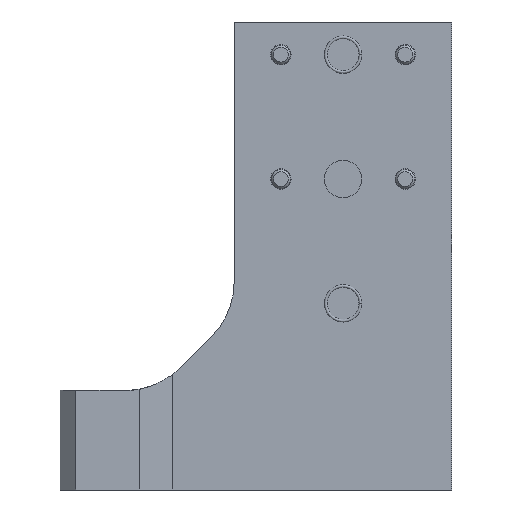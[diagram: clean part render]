
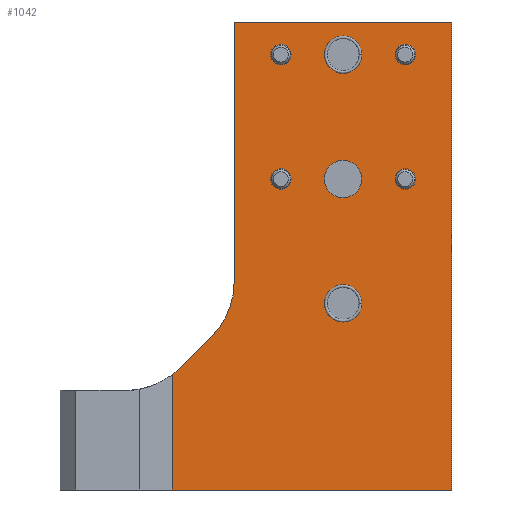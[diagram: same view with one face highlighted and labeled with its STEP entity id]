
A CAD part, front view. The second image highlights one B-rep face of the part: STEP entity #1042.
In plain terms, the highlighted face is planar.
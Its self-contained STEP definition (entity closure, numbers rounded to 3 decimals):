
#135=LINE('',#1611,#184);
#136=LINE('',#1614,#185);
#137=LINE('',#1618,#186);
#138=LINE('',#1622,#187);
#139=LINE('',#1624,#188);
#140=LINE('',#1626,#189);
#184=VECTOR('',#1300,1000.);
#185=VECTOR('',#1301,1000.);
#186=VECTOR('',#1304,1000.);
#187=VECTOR('',#1307,1000.);
#188=VECTOR('',#1308,1000.);
#189=VECTOR('',#1309,1000.);
#233=ORIENTED_EDGE('',*,*,#503,.T.);
#234=ORIENTED_EDGE('',*,*,#504,.T.);
#235=ORIENTED_EDGE('',*,*,#505,.T.);
#236=ORIENTED_EDGE('',*,*,#506,.T.);
#237=ORIENTED_EDGE('',*,*,#507,.T.);
#238=ORIENTED_EDGE('',*,*,#508,.T.);
#239=ORIENTED_EDGE('',*,*,#509,.T.);
#240=ORIENTED_EDGE('',*,*,#510,.F.);
#241=ORIENTED_EDGE('',*,*,#511,.T.);
#242=ORIENTED_EDGE('',*,*,#512,.T.);
#243=ORIENTED_EDGE('',*,*,#513,.T.);
#244=ORIENTED_EDGE('',*,*,#514,.T.);
#245=ORIENTED_EDGE('',*,*,#515,.F.);
#246=ORIENTED_EDGE('',*,*,#516,.T.);
#247=ORIENTED_EDGE('',*,*,#517,.T.);
#503=EDGE_CURVE('',#638,#638,#739,.T.);
#504=EDGE_CURVE('',#639,#639,#740,.T.);
#505=EDGE_CURVE('',#640,#640,#741,.T.);
#506=EDGE_CURVE('',#641,#641,#742,.T.);
#507=EDGE_CURVE('',#642,#642,#743,.T.);
#508=EDGE_CURVE('',#643,#643,#744,.T.);
#509=EDGE_CURVE('',#644,#644,#745,.T.);
#510=EDGE_CURVE('',#645,#646,#135,.T.);
#511=EDGE_CURVE('',#645,#647,#136,.T.);
#512=EDGE_CURVE('',#647,#648,#746,.F.);
#513=EDGE_CURVE('',#648,#649,#137,.T.);
#514=EDGE_CURVE('',#649,#650,#747,.F.);
#515=EDGE_CURVE('',#651,#650,#138,.T.);
#516=EDGE_CURVE('',#651,#652,#139,.T.);
#517=EDGE_CURVE('',#652,#646,#140,.T.);
#638=VERTEX_POINT('',#1598);
#639=VERTEX_POINT('',#1600);
#640=VERTEX_POINT('',#1602);
#641=VERTEX_POINT('',#1604);
#642=VERTEX_POINT('',#1606);
#643=VERTEX_POINT('',#1608);
#644=VERTEX_POINT('',#1610);
#645=VERTEX_POINT('',#1612);
#646=VERTEX_POINT('',#1613);
#647=VERTEX_POINT('',#1615);
#648=VERTEX_POINT('',#1617);
#649=VERTEX_POINT('',#1619);
#650=VERTEX_POINT('',#1621);
#651=VERTEX_POINT('',#1623);
#652=VERTEX_POINT('',#1625);
#739=CIRCLE('',#1152,6.);
#740=CIRCLE('',#1153,6.);
#741=CIRCLE('',#1154,6.);
#742=CIRCLE('',#1155,3.3);
#743=CIRCLE('',#1156,3.3);
#744=CIRCLE('',#1157,3.3);
#745=CIRCLE('',#1158,3.3);
#746=CIRCLE('',#1159,25.);
#747=CIRCLE('',#1160,25.);
#790=EDGE_LOOP('',(#233));
#791=EDGE_LOOP('',(#234));
#792=EDGE_LOOP('',(#235));
#793=EDGE_LOOP('',(#236));
#794=EDGE_LOOP('',(#237));
#795=EDGE_LOOP('',(#238));
#796=EDGE_LOOP('',(#239));
#797=EDGE_LOOP('',(#240,#241,#242,#243,#244,#245,#246,#247));
#903=FACE_BOUND('',#790,.T.);
#904=FACE_BOUND('',#791,.T.);
#905=FACE_BOUND('',#792,.T.);
#906=FACE_BOUND('',#793,.T.);
#907=FACE_BOUND('',#794,.T.);
#908=FACE_BOUND('',#795,.T.);
#909=FACE_BOUND('',#796,.T.);
#910=FACE_BOUND('',#797,.T.);
#1017=PLANE('',#1151);
#1042=ADVANCED_FACE('',(#903,#904,#905,#906,#907,#908,#909,#910),#1017,
 .T.);
#1151=AXIS2_PLACEMENT_3D('',#1596,#1284,#1285);
#1152=AXIS2_PLACEMENT_3D('',#1597,#1286,#1287);
#1153=AXIS2_PLACEMENT_3D('',#1599,#1288,#1289);
#1154=AXIS2_PLACEMENT_3D('',#1601,#1290,#1291);
#1155=AXIS2_PLACEMENT_3D('',#1603,#1292,#1293);
#1156=AXIS2_PLACEMENT_3D('',#1605,#1294,#1295);
#1157=AXIS2_PLACEMENT_3D('',#1607,#1296,#1297);
#1158=AXIS2_PLACEMENT_3D('',#1609,#1298,#1299);
#1159=AXIS2_PLACEMENT_3D('',#1616,#1302,#1303);
#1160=AXIS2_PLACEMENT_3D('',#1620,#1305,#1306);
#1284=DIRECTION('',(0.,1.,0.));
#1285=DIRECTION('',(0.,0.,1.));
#1286=DIRECTION('',(0.,-1.,0.));
#1287=DIRECTION('',(0.,0.,-1.));
#1288=DIRECTION('',(0.,-1.,0.));
#1289=DIRECTION('',(0.,0.,-1.));
#1290=DIRECTION('',(0.,-1.,0.));
#1291=DIRECTION('',(0.,0.,-1.));
#1292=DIRECTION('',(0.,-1.,0.));
#1293=DIRECTION('',(0.,0.,-1.));
#1294=DIRECTION('',(0.,-1.,0.));
#1295=DIRECTION('',(0.,0.,-1.));
#1296=DIRECTION('',(0.,-1.,0.));
#1297=DIRECTION('',(0.,0.,-1.));
#1298=DIRECTION('',(0.,-1.,0.));
#1299=DIRECTION('',(0.,0.,-1.));
#1300=DIRECTION('',(-1.,0.,0.));
#1301=DIRECTION('',(0.,0.,-1.));
#1302=DIRECTION('',(0.,1.,0.));
#1303=DIRECTION('',(0.,0.,1.));
#1304=DIRECTION('',(0.707,0.,-0.707));
#1305=DIRECTION('',(0.,1.,0.));
#1306=DIRECTION('',(0.,0.,1.));
#1307=DIRECTION('',(0.,0.,1.));
#1308=DIRECTION('',(-1.,0.,0.));
#1309=DIRECTION('',(0.,0.,1.));
#1596=CARTESIAN_POINT('',(55.,-1.6,-150.5));
#1597=CARTESIAN_POINT('',(0.,-1.6,-90.5));
#1598=CARTESIAN_POINT('',(0.,-1.6,-96.5));
#1599=CARTESIAN_POINT('',(0.,-1.6,-50.5));
#1600=CARTESIAN_POINT('',(0.,-1.6,-56.5));
#1601=CARTESIAN_POINT('',(0.,-1.6,-10.5));
#1602=CARTESIAN_POINT('',(0.,-1.6,-16.5));
#1603=CARTESIAN_POINT('',(-20.,-1.6,-50.5));
#1604=CARTESIAN_POINT('',(-20.,-1.6,-53.8));
#1605=CARTESIAN_POINT('',(-20.,-1.6,-10.5));
#1606=CARTESIAN_POINT('',(-20.,-1.6,-13.8));
#1607=CARTESIAN_POINT('',(20.,-1.6,-50.5));
#1608=CARTESIAN_POINT('',(20.,-1.6,-53.8));
#1609=CARTESIAN_POINT('',(20.,-1.6,-10.5));
#1610=CARTESIAN_POINT('',(20.,-1.6,-13.8));
#1611=CARTESIAN_POINT('',(55.,-1.6,0.));
#1612=CARTESIAN_POINT('',(35.,-1.6,0.));
#1613=CARTESIAN_POINT('',(-35.,-1.6,0.));
#1614=CARTESIAN_POINT('',(35.,-1.6,-150.5));
#1615=CARTESIAN_POINT('',(35.,-1.6,-83.5));
#1616=CARTESIAN_POINT('',(60.,-1.6,-83.5));
#1617=CARTESIAN_POINT('',(42.322,-1.6,-101.178));
#1618=CARTESIAN_POINT('',(73.322,-1.6,-132.178));
#1619=CARTESIAN_POINT('',(52.322,-1.6,-111.178));
#1620=CARTESIAN_POINT('',(70.,-1.6,-93.5));
#1621=CARTESIAN_POINT('',(55.,-1.6,-113.5));
#1622=CARTESIAN_POINT('',(55.,-1.6,-150.5));
#1623=CARTESIAN_POINT('',(55.,-1.6,-150.5));
#1624=CARTESIAN_POINT('',(55.,-1.6,-150.5));
#1625=CARTESIAN_POINT('',(-35.,-1.6,-150.5));
#1626=CARTESIAN_POINT('',(-35.,-1.6,-150.5));
